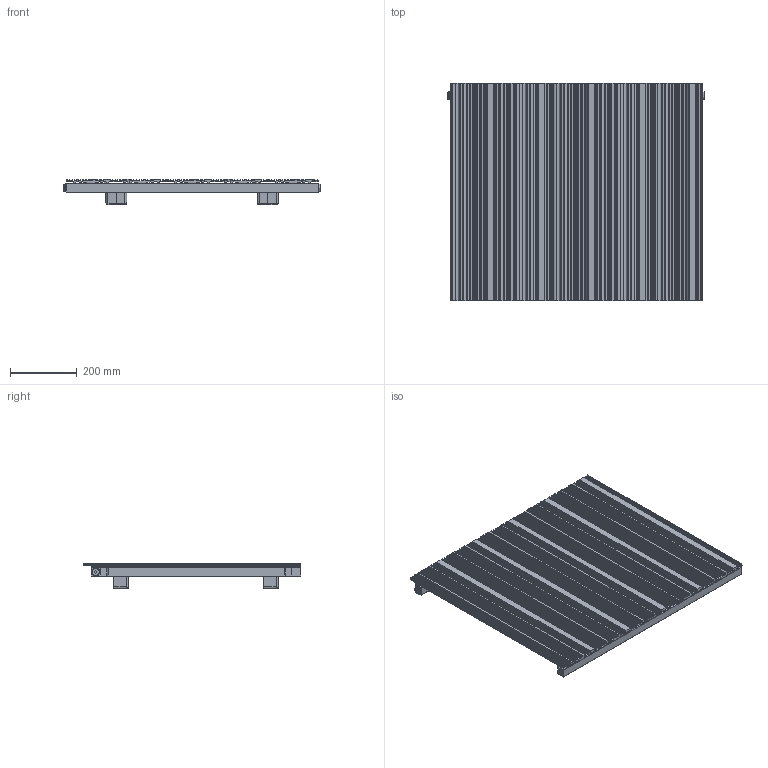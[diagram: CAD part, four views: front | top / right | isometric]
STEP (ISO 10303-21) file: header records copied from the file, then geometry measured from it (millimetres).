
FILE_DESCRIPTION((''),'2;1');
FILE_NAME('TESSUTO_650_5EL','2021-11-15T10:12:31',('PC132'),(''),'CREO PARAMETRIC BY PTC INC, 2019080','CREO PARAMETRIC BY PTC INC, 2019080','');
FILE_SCHEMA(('AUTOMOTIVE_DESIGN { 1 0 10303 214 1 1 1 1 }'));
Products named in the file (1): TESSUTO_650_5EL
Bounding box: 766.6 x 650 x 77 mm (x, y, z)
Volume: 6530902.6 mm3; surface area: 2128670 mm2
Topology: 5 solids, 5 shells, 2233 faces, 6165 edges, 3778 vertices
Faces by surface type: plane 1365, cylinder 708, torus 68, cone 60, bspline 32
Entity records: 124300 total; most frequent: CARTESIAN_POINT 31017, ORIENTED_EDGE 12330, DIRECTION 12118, PRESENTATION_STYLE_ASSIGNMENT 8281, STYLED_ITEM 6172, CURVE_STYLE 6167, EDGE_CURVE 6165, VECTOR 4239
